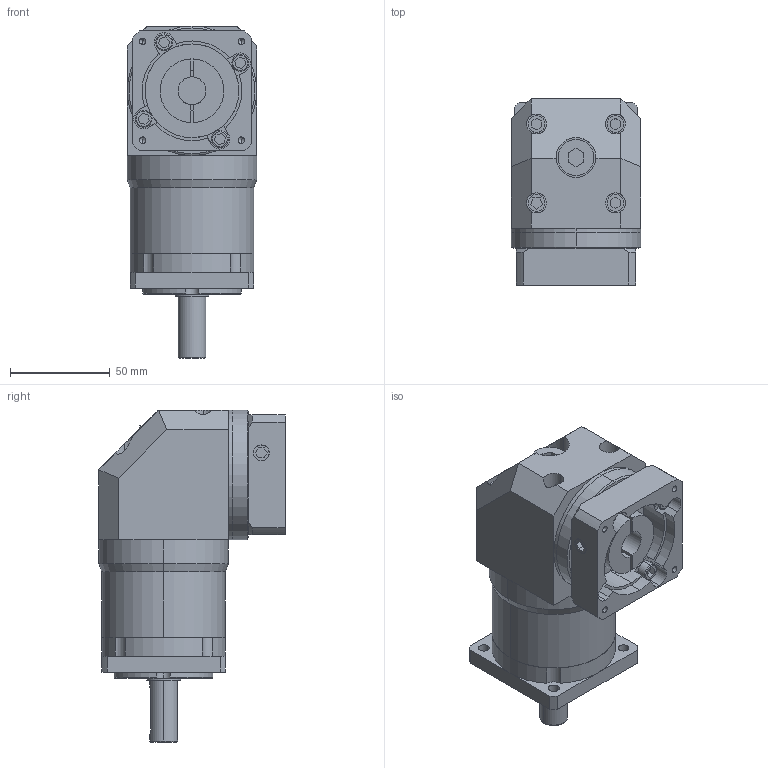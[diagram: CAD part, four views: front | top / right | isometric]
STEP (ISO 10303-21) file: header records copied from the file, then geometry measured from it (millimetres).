
FILE_DESCRIPTION (( 'STEP AP214' ), '1' );
FILE_NAME ('VGZF60邧撰耀倰M4.STEP', '2018-06-23T07:37:52', ( 'Windows' ), ( 'Microsoft' ), 'SwSTEP 2.0', 'SolidWorks 2016', '' );
FILE_SCHEMA (( 'AUTOMOTIVE_DESIGN' ));
Length unit declared in the file: millimetre
Products named in the file (1): VGZF60邧撰耀倰M4
Bounding box: 65 x 93.5 x 166.5 mm (x, y, z)
Volume: 513125.5 mm3; surface area: 72492.9 mm2
Topology: 3 solids, 3 shells, 382 faces, 944 edges, 603 vertices
Faces by surface type: plane 211, cylinder 129, torus 22, cone 20
Entity records: 11582 total; most frequent: CARTESIAN_POINT 2092, DIRECTION 2005, ORIENTED_EDGE 1868, EDGE_CURVE 934, AXIS2_PLACEMENT_3D 722, VERTEX_POINT 603, VECTOR 561, LINE 561
